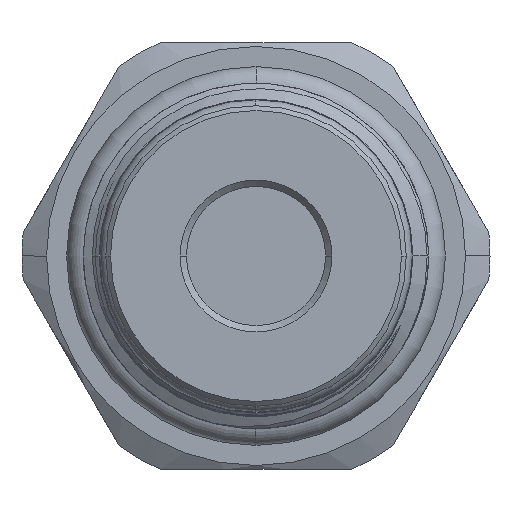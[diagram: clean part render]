
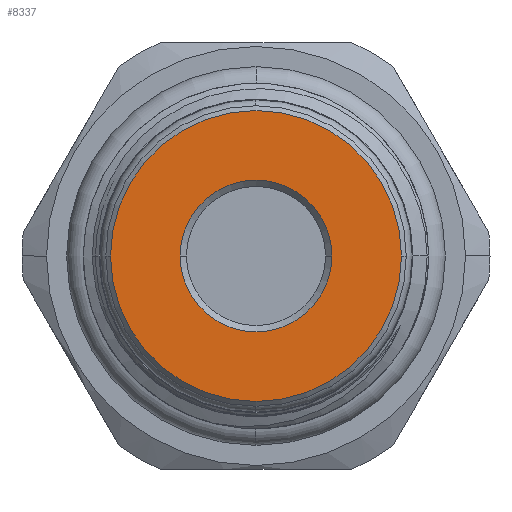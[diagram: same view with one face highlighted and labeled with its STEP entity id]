
A CAD part, left-side view. The second image highlights one B-rep face of the part: STEP entity #8337.
In plain terms, the highlighted planar face has unit normal (-1, 0, 0).
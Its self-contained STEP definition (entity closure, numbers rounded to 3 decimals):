
#38 = DIRECTION ( 'NONE',  ( 0., -1., 0. ) ) ;
#713 = FACE_BOUND ( 'NONE', #6671, .T. ) ;
#807 = DIRECTION ( 'NONE',  ( 0., -1., 0. ) ) ;
#1260 = CARTESIAN_POINT ( 'NONE',  ( -11.461, 0., 0. ) ) ;
#1397 = EDGE_CURVE ( 'NONE', #6336, #1818, #9908, .T. ) ;
#1438 = CIRCLE ( 'NONE', #6891, 9.2 ) ;
#1818 = VERTEX_POINT ( 'NONE', #10526 ) ;
#2020 = DIRECTION ( 'NONE',  ( 1., 0., 0. ) ) ;
#2128 = ORIENTED_EDGE ( 'NONE', *, *, #6476, .T. ) ;
#2214 = EDGE_CURVE ( 'NONE', #12598, #4068, #8941, .T. ) ;
#2259 = FACE_OUTER_BOUND ( 'NONE', #11564, .T. ) ;
#2666 = EDGE_CURVE ( 'NONE', #1818, #6336, #1438, .T. ) ;
#3092 = CARTESIAN_POINT ( 'NONE',  ( -11.461, -9.2, 0. ) ) ;
#3118 = CARTESIAN_POINT ( 'NONE',  ( -11.461, 0., 0. ) ) ;
#3359 = DIRECTION ( 'NONE',  ( 1., 0., 0. ) ) ;
#3784 = AXIS2_PLACEMENT_3D ( 'NONE', #12131, #2020, #38 ) ;
#4068 = VERTEX_POINT ( 'NONE', #8104 ) ;
#4339 = DIRECTION ( 'NONE',  ( 0., -1., 0. ) ) ;
#4645 = DIRECTION ( 'NONE',  ( 0., -1., 0. ) ) ;
#4733 = CARTESIAN_POINT ( 'NONE',  ( -11.461, 0., 0. ) ) ;
#5438 = CIRCLE ( 'NONE', #9073, 4.8 ) ;
#5964 = DIRECTION ( 'NONE',  ( 1., 0., 0. ) ) ;
#6336 = VERTEX_POINT ( 'NONE', #3092 ) ;
#6476 = EDGE_CURVE ( 'NONE', #4068, #12598, #5438, .T. ) ;
#6671 = EDGE_LOOP ( 'NONE', ( #12649, #2128 ) ) ;
#6763 = CARTESIAN_POINT ( 'NONE',  ( -11.461, 0., 0. ) ) ;
#6891 = AXIS2_PLACEMENT_3D ( 'NONE', #6763, #8725, #807 ) ;
#7096 = PLANE ( 'NONE',  #12365 ) ;
#8104 = CARTESIAN_POINT ( 'NONE',  ( -11.461, -4.8, 0. ) ) ;
#8337 = ADVANCED_FACE ( 'NONE', ( #713, #2259 ), #7096, .F. ) ;
#8637 = DIRECTION ( 'NONE',  ( -1., 0., 0. ) ) ;
#8725 = DIRECTION ( 'NONE',  ( -1., 0., 0. ) ) ;
#8941 = CIRCLE ( 'NONE', #3784, 4.8 ) ;
#9073 = AXIS2_PLACEMENT_3D ( 'NONE', #1260, #3359, #4339 ) ;
#9908 = CIRCLE ( 'NONE', #12862, 9.2 ) ;
#10526 = CARTESIAN_POINT ( 'NONE',  ( -11.461, 9.2, 0. ) ) ;
#11528 = CARTESIAN_POINT ( 'NONE',  ( -11.461, 4.8, 0. ) ) ;
#11564 = EDGE_LOOP ( 'NONE', ( #11950, #12932 ) ) ;
#11950 = ORIENTED_EDGE ( 'NONE', *, *, #1397, .T. ) ;
#12131 = CARTESIAN_POINT ( 'NONE',  ( -11.461, 0., 0. ) ) ;
#12365 = AXIS2_PLACEMENT_3D ( 'NONE', #3118, #5964, #12986 ) ;
#12598 = VERTEX_POINT ( 'NONE', #11528 ) ;
#12649 = ORIENTED_EDGE ( 'NONE', *, *, #2214, .T. ) ;
#12862 = AXIS2_PLACEMENT_3D ( 'NONE', #4733, #8637, #4645 ) ;
#12932 = ORIENTED_EDGE ( 'NONE', *, *, #2666, .T. ) ;
#12986 = DIRECTION ( 'NONE',  ( 0., -1., 0. ) ) ;
